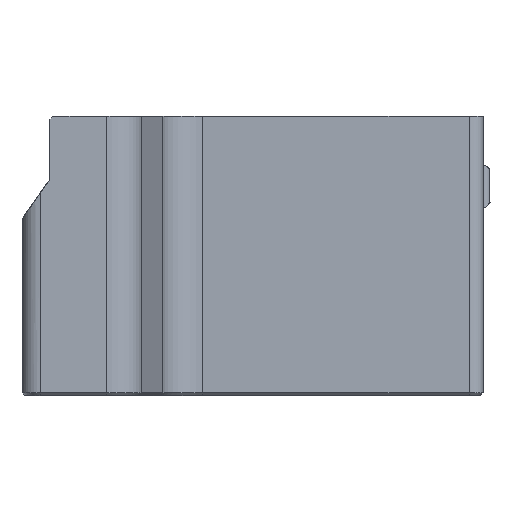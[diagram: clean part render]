
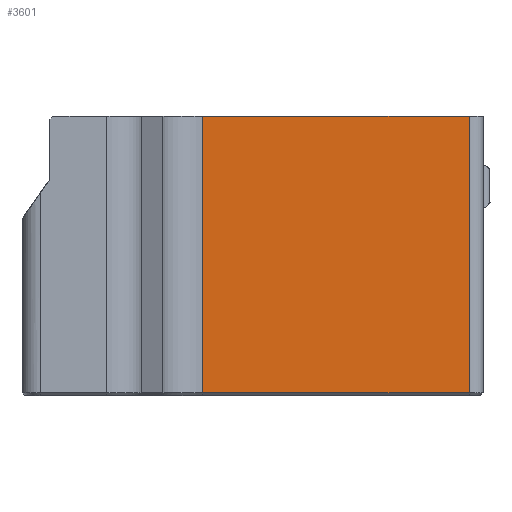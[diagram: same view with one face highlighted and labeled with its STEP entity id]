
A CAD part, left-side view. The second image highlights one B-rep face of the part: STEP entity #3601.
In plain terms, the highlighted planar face has unit normal (-1, 0, 0).
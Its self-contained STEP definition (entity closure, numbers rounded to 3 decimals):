
#330=FACE_OUTER_BOUND('',#528,.T.);
#528=EDGE_LOOP('',(#2452,#2453,#2454,#2455));
#771=LINE('',#5395,#1132);
#782=LINE('',#5425,#1143);
#783=LINE('',#5429,#1144);
#784=LINE('',#5430,#1145);
#1132=VECTOR('',#4266,10.);
#1143=VECTOR('',#4297,1.);
#1144=VECTOR('',#4302,1.);
#1145=VECTOR('',#4303,10.);
#1491=VERTEX_POINT('',#5386);
#1493=VERTEX_POINT('',#5393);
#1502=VERTEX_POINT('',#5424);
#1503=VERTEX_POINT('',#5428);
#1865=EDGE_CURVE('',#1493,#1491,#771,.T.);
#1880=EDGE_CURVE('',#1491,#1502,#782,.T.);
#1882=EDGE_CURVE('',#1493,#1503,#783,.T.);
#1883=EDGE_CURVE('',#1503,#1502,#784,.T.);
#2452=ORIENTED_EDGE('',*,*,#1865,.F.);
#2453=ORIENTED_EDGE('',*,*,#1882,.T.);
#2454=ORIENTED_EDGE('',*,*,#1883,.T.);
#2455=ORIENTED_EDGE('',*,*,#1880,.F.);
#3465=PLANE('',#3833);
#3601=ADVANCED_FACE('',(#330),#3465,.T.);
#3833=AXIS2_PLACEMENT_3D('',#5427,#4300,#4301);
#4266=DIRECTION('',(0.,1.,0.));
#4297=DIRECTION('',(0.,0.,1.));
#4300=DIRECTION('center_axis',(-1.,0.,0.));
#4301=DIRECTION('ref_axis',(0.,1.,0.));
#4302=DIRECTION('',(0.,0.,1.));
#4303=DIRECTION('',(0.,1.,0.));
#5386=CARTESIAN_POINT('',(-173.223,-214.873,-367.27));
#5393=CARTESIAN_POINT('',(-173.223,-252.976,-367.27));
#5395=CARTESIAN_POINT('',(-173.223,-236.582,-367.27));
#5424=CARTESIAN_POINT('',(-173.223,-214.873,-327.67));
#5425=CARTESIAN_POINT('',(-173.223,-214.873,-348.67));
#5427=CARTESIAN_POINT('Origin',(-173.223,-252.976,-368.67));
#5428=CARTESIAN_POINT('',(-173.223,-252.976,-327.67));
#5429=CARTESIAN_POINT('',(-173.223,-252.976,-348.67));
#5430=CARTESIAN_POINT('',(-173.223,-223.476,-327.67));
